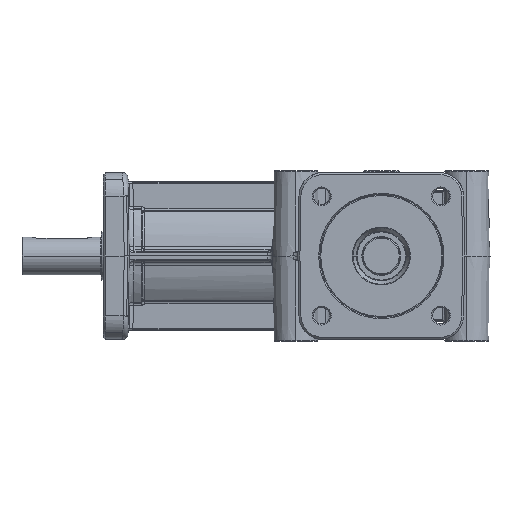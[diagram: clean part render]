
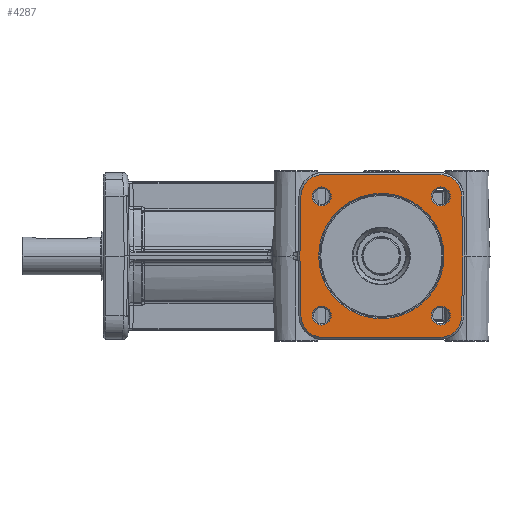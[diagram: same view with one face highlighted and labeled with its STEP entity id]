
A CAD part, left-side view. The second image highlights one B-rep face of the part: STEP entity #4287.
In plain terms, the highlighted planar face has unit normal (-1, 0, 0).
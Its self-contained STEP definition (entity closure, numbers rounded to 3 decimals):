
#4287=ADVANCED_FACE('',(#10875,#10876,#10877,#10878,#10879,#10880),#10881,.T.);
#10875=FACE_OUTER_BOUND('',#21116,.T.);
#10876=FACE_BOUND('',#21117,.T.);
#10877=FACE_BOUND('',#21118,.T.);
#10878=FACE_BOUND('',#21119,.T.);
#10879=FACE_BOUND('',#21120,.T.);
#10880=FACE_BOUND('',#21121,.T.);
#10881=PLANE('',#21122);
#21116=EDGE_LOOP('',(#99090,#99091,#99092,#99093,#99094,#99095,#99096,#99097,#99098,#99099,#99100,#99101,#99102,#99103));
#21117=EDGE_LOOP('',(#99104,#99105));
#21118=EDGE_LOOP('',(#99106,#99107));
#21119=EDGE_LOOP('',(#99108,#99109));
#21120=EDGE_LOOP('',(#99110,#99111));
#21121=EDGE_LOOP('',(#99112,#99113));
#21122=AXIS2_PLACEMENT_3D('',#99114,#99115,#99116);
#99090=ORIENTED_EDGE('',*,*,#119827,.F.);
#99091=ORIENTED_EDGE('',*,*,#119828,.F.);
#99092=ORIENTED_EDGE('',*,*,#117721,.F.);
#99093=ORIENTED_EDGE('',*,*,#119829,.F.);
#99094=ORIENTED_EDGE('',*,*,#119830,.F.);
#99095=ORIENTED_EDGE('',*,*,#117713,.F.);
#99096=ORIENTED_EDGE('',*,*,#119831,.F.);
#99097=ORIENTED_EDGE('',*,*,#119832,.F.);
#99098=ORIENTED_EDGE('',*,*,#119833,.F.);
#99099=ORIENTED_EDGE('',*,*,#117709,.F.);
#99100=ORIENTED_EDGE('',*,*,#119834,.F.);
#99101=ORIENTED_EDGE('',*,*,#119835,.F.);
#99102=ORIENTED_EDGE('',*,*,#117717,.F.);
#99103=ORIENTED_EDGE('',*,*,#119836,.F.);
#99104=ORIENTED_EDGE('',*,*,#119837,.F.);
#99105=ORIENTED_EDGE('',*,*,#117825,.F.);
#99106=ORIENTED_EDGE('',*,*,#119838,.F.);
#99107=ORIENTED_EDGE('',*,*,#117805,.F.);
#99108=ORIENTED_EDGE('',*,*,#119839,.F.);
#99109=ORIENTED_EDGE('',*,*,#117796,.F.);
#99110=ORIENTED_EDGE('',*,*,#119840,.F.);
#99111=ORIENTED_EDGE('',*,*,#117816,.F.);
#99112=ORIENTED_EDGE('',*,*,#119824,.F.);
#99113=ORIENTED_EDGE('',*,*,#119554,.F.);
#99114=CARTESIAN_POINT('',(-75.0,18.5,0.0));
#99115=DIRECTION('',(-1.0,0.0,0.0));
#99116=DIRECTION('',(0.0,0.0,1.0));
#117709=EDGE_CURVE('',#128914,#128916,#128917,.T.);
#117713=EDGE_CURVE('',#128920,#128922,#128923,.T.);
#117717=EDGE_CURVE('',#128926,#128928,#128929,.T.);
#117721=EDGE_CURVE('',#128932,#128934,#128935,.T.);
#117796=EDGE_CURVE('',#129050,#129052,#129053,.T.);
#117805=EDGE_CURVE('',#129065,#129067,#129068,.T.);
#117816=EDGE_CURVE('',#129084,#129086,#129087,.T.);
#117825=EDGE_CURVE('',#129098,#129100,#129101,.T.);
#119554=EDGE_CURVE('',#132140,#132142,#132143,.T.);
#119824=EDGE_CURVE('',#132142,#132140,#132523,.T.);
#119827=EDGE_CURVE('',#132526,#132527,#132528,.T.);
#119828=EDGE_CURVE('',#128934,#132526,#132529,.T.);
#119829=EDGE_CURVE('',#132530,#128932,#132531,.T.);
#119830=EDGE_CURVE('',#128922,#132530,#132532,.T.);
#119831=EDGE_CURVE('',#132533,#128920,#132534,.T.);
#119832=EDGE_CURVE('',#132535,#132533,#132536,.T.);
#119833=EDGE_CURVE('',#128916,#132535,#132537,.T.);
#119834=EDGE_CURVE('',#132538,#128914,#132539,.T.);
#119835=EDGE_CURVE('',#128928,#132538,#132540,.T.);
#119836=EDGE_CURVE('',#132527,#128926,#132541,.T.);
#119837=EDGE_CURVE('',#129100,#129098,#132542,.T.);
#119838=EDGE_CURVE('',#129067,#129065,#132543,.T.);
#119839=EDGE_CURVE('',#129052,#129050,#132544,.T.);
#119840=EDGE_CURVE('',#129086,#129084,#132545,.T.);
#128914=VERTEX_POINT('',#145607);
#128916=VERTEX_POINT('',#145610);
#128917=CIRCLE('',#145611,11.0);
#128920=VERTEX_POINT('',#145615);
#128922=VERTEX_POINT('',#145618);
#128923=CIRCLE('',#145619,11.0);
#128926=VERTEX_POINT('',#145623);
#128928=VERTEX_POINT('',#145626);
#128929=CIRCLE('',#145627,11.0);
#128932=VERTEX_POINT('',#145631);
#128934=VERTEX_POINT('',#145634);
#128935=CIRCLE('',#145635,11.0);
#129050=VERTEX_POINT('',#145812);
#129052=VERTEX_POINT('',#145815);
#129053=CIRCLE('',#145816,4.765);
#129065=VERTEX_POINT('',#145831);
#129067=VERTEX_POINT('',#145834);
#129068=CIRCLE('',#145835,4.765);
#129084=VERTEX_POINT('',#145879);
#129086=VERTEX_POINT('',#145882);
#129087=CIRCLE('',#145883,4.765);
#129098=VERTEX_POINT('',#145897);
#129100=VERTEX_POINT('',#145900);
#129101=CIRCLE('',#145901,4.765);
#132140=VERTEX_POINT('',#152622);
#132142=VERTEX_POINT('',#152625);
#132143=CIRCLE('',#152626,31.577);
#132523=CIRCLE('',#153281,31.577);
#132526=VERTEX_POINT('',#153284);
#132527=VERTEX_POINT('',#153285);
#132528=LINE('',#153286,#153287);
#132529=LINE('',#153288,#153289);
#132530=VERTEX_POINT('',#153290);
#132531=CIRCLE('',#153291,11.0);
#132532=LINE('',#153292,#153293);
#132533=VERTEX_POINT('',#153294);
#132534=CIRCLE('',#153295,11.0);
#132535=VERTEX_POINT('',#153296);
#132536=LINE('',#153297,#153298);
#132537=LINE('',#153299,#153300);
#132538=VERTEX_POINT('',#153301);
#132539=CIRCLE('',#153302,11.0);
#132540=LINE('',#153303,#153304);
#132541=CIRCLE('',#153305,11.0);
#132542=CIRCLE('',#153306,4.765);
#132543=CIRCLE('',#153307,4.765);
#132544=CIRCLE('',#153308,4.765);
#132545=CIRCLE('',#153309,4.765);
#145607=CARTESIAN_POINT('',(-75.0,37.185,-37.846));
#145610=CARTESIAN_POINT('',(-75.0,40.473,-30.192));
#145611=AXIS2_PLACEMENT_3D('',#185607,#185608,#185609);
#145615=CARTESIAN_POINT('',(-75.0,37.185,37.846));
#145618=CARTESIAN_POINT('',(-75.0,29.475,41.0));
#145619=AXIS2_PLACEMENT_3D('',#185612,#185613,#185614);
#145623=CARTESIAN_POINT('',(-75.0,-37.185,-37.846));
#145626=CARTESIAN_POINT('',(-75.0,-29.475,-41.0));
#145627=AXIS2_PLACEMENT_3D('',#185617,#185618,#185619);
#145631=CARTESIAN_POINT('',(-75.0,-37.185,37.846));
#145634=CARTESIAN_POINT('',(-75.0,-40.473,30.192));
#145635=AXIS2_PLACEMENT_3D('',#185622,#185623,#185624);
#145812=CARTESIAN_POINT('',(-75.0,25.235,-30.0));
#145815=CARTESIAN_POINT('',(-75.0,34.765,-30.0));
#145816=AXIS2_PLACEMENT_3D('',#185719,#185720,#185721);
#145831=CARTESIAN_POINT('',(-75.0,-34.765,30.0));
#145834=CARTESIAN_POINT('',(-75.0,-25.235,30.0));
#145835=AXIS2_PLACEMENT_3D('',#185732,#185733,#185734);
#145879=CARTESIAN_POINT('',(-75.0,-34.765,-30.0));
#145882=CARTESIAN_POINT('',(-75.0,-25.235,-30.0));
#145883=AXIS2_PLACEMENT_3D('',#185748,#185749,#185750);
#145897=CARTESIAN_POINT('',(-75.0,25.235,30.0));
#145900=CARTESIAN_POINT('',(-75.0,34.765,30.0));
#145901=AXIS2_PLACEMENT_3D('',#185761,#185762,#185763);
#152622=CARTESIAN_POINT('',(-75.0,31.577,0.));
#152625=CARTESIAN_POINT('',(-75.0,-31.577,0.));
#152626=AXIS2_PLACEMENT_3D('',#187893,#187894,#187895);
#153281=AXIS2_PLACEMENT_3D('',#188237,#188238,#188239);
#153284=CARTESIAN_POINT('',(-75.0,-41.,0.));
#153285=CARTESIAN_POINT('',(-75.0,-40.473,-30.192));
#153286=CARTESIAN_POINT('',(-75.0,-41.,0.));
#153287=VECTOR('',#188240,30.197);
#153288=CARTESIAN_POINT('',(-75.0,-40.473,30.192));
#153289=VECTOR('',#188241,30.197);
#153290=CARTESIAN_POINT('',(-75.0,-29.475,41.0));
#153291=AXIS2_PLACEMENT_3D('',#188242,#188243,#188244);
#153292=CARTESIAN_POINT('',(-75.0,29.475,41.0));
#153293=VECTOR('',#188245,58.949);
#153294=CARTESIAN_POINT('',(-75.0,40.473,30.192));
#153295=AXIS2_PLACEMENT_3D('',#188246,#188247,#188248);
#153296=CARTESIAN_POINT('',(-75.0,41.,0.));
#153297=CARTESIAN_POINT('',(-75.0,41.,0.));
#153298=VECTOR('',#188249,30.197);
#153299=CARTESIAN_POINT('',(-75.0,40.473,-30.192));
#153300=VECTOR('',#188250,30.197);
#153301=CARTESIAN_POINT('',(-75.0,29.475,-41.0));
#153302=AXIS2_PLACEMENT_3D('',#188251,#188252,#188253);
#153303=CARTESIAN_POINT('',(-75.0,-29.475,-41.0));
#153304=VECTOR('',#188254,58.949);
#153305=AXIS2_PLACEMENT_3D('',#188255,#188256,#188257);
#153306=AXIS2_PLACEMENT_3D('',#188258,#188259,#188260);
#153307=AXIS2_PLACEMENT_3D('',#188261,#188262,#188263);
#153308=AXIS2_PLACEMENT_3D('',#188264,#188265,#188266);
#153309=AXIS2_PLACEMENT_3D('',#188267,#188268,#188269);
#185607=CARTESIAN_POINT('',(-75.0,29.475,-30.0));
#185608=DIRECTION('',(1.0,0.0,0.0));
#185609=DIRECTION('',(0.0,0.701,-0.713));
#185612=CARTESIAN_POINT('',(-75.0,29.475,30.0));
#185613=DIRECTION('',(1.0,0.0,-0.0));
#185614=DIRECTION('',(0.0,0.701,0.713));
#185617=CARTESIAN_POINT('',(-75.0,-29.475,-30.0));
#185618=DIRECTION('',(1.0,0.0,0.0));
#185619=DIRECTION('',(0.0,-0.701,-0.713));
#185622=CARTESIAN_POINT('',(-75.0,-29.475,30.0));
#185623=DIRECTION('',(1.0,0.0,0.0));
#185624=DIRECTION('',(0.0,-0.701,0.713));
#185719=CARTESIAN_POINT('',(-75.0,30.0,-30.0));
#185720=DIRECTION('',(-1.0,0.0,0.0));
#185721=DIRECTION('',(0.0,-1.0,0.0));
#185732=CARTESIAN_POINT('',(-75.0,-30.0,30.0));
#185733=DIRECTION('',(-1.0,0.0,0.0));
#185734=DIRECTION('',(0.0,-1.0,0.0));
#185748=CARTESIAN_POINT('',(-75.0,-30.0,-30.0));
#185749=DIRECTION('',(-1.0,0.0,0.0));
#185750=DIRECTION('',(0.0,-1.0,0.0));
#185761=CARTESIAN_POINT('',(-75.0,30.0,30.0));
#185762=DIRECTION('',(-1.0,0.0,0.0));
#185763=DIRECTION('',(0.0,-1.0,0.0));
#187893=CARTESIAN_POINT('',(-75.0,0.0,0.0));
#187894=DIRECTION('',(-1.0,0.0,0.0));
#187895=DIRECTION('',(0.0,1.0,0.0));
#188237=CARTESIAN_POINT('',(-75.0,0.0,0.0));
#188238=DIRECTION('',(-1.0,0.0,0.0));
#188239=DIRECTION('',(0.0,1.0,0.0));
#188240=DIRECTION('',(0.0,0.017,-1.));
#188241=DIRECTION('',(0.0,-0.017,-1.));
#188242=CARTESIAN_POINT('',(-75.0,-29.475,30.0));
#188243=DIRECTION('',(1.0,0.0,0.0));
#188244=DIRECTION('',(0.0,-0.701,0.713));
#188245=DIRECTION('',(0.0,-1.0,0.0));
#188246=CARTESIAN_POINT('',(-75.0,29.475,30.0));
#188247=DIRECTION('',(1.0,0.0,-0.0));
#188248=DIRECTION('',(0.0,0.701,0.713));
#188249=DIRECTION('',(0.0,-0.017,1.));
#188250=DIRECTION('',(0.0,0.017,1.));
#188251=CARTESIAN_POINT('',(-75.0,29.475,-30.0));
#188252=DIRECTION('',(1.0,0.0,0.0));
#188253=DIRECTION('',(0.0,0.701,-0.713));
#188254=DIRECTION('',(0.0,1.0,0.0));
#188255=CARTESIAN_POINT('',(-75.0,-29.475,-30.0));
#188256=DIRECTION('',(1.0,0.0,0.0));
#188257=DIRECTION('',(0.0,-0.701,-0.713));
#188258=CARTESIAN_POINT('',(-75.0,30.0,30.0));
#188259=DIRECTION('',(-1.0,0.0,0.0));
#188260=DIRECTION('',(0.0,-1.0,0.0));
#188261=CARTESIAN_POINT('',(-75.0,-30.0,30.0));
#188262=DIRECTION('',(-1.0,0.0,0.0));
#188263=DIRECTION('',(0.0,-1.0,0.0));
#188264=CARTESIAN_POINT('',(-75.0,30.0,-30.0));
#188265=DIRECTION('',(-1.0,0.0,0.0));
#188266=DIRECTION('',(0.0,-1.0,0.0));
#188267=CARTESIAN_POINT('',(-75.0,-30.0,-30.0));
#188268=DIRECTION('',(-1.0,0.0,0.0));
#188269=DIRECTION('',(0.0,-1.0,0.0));
